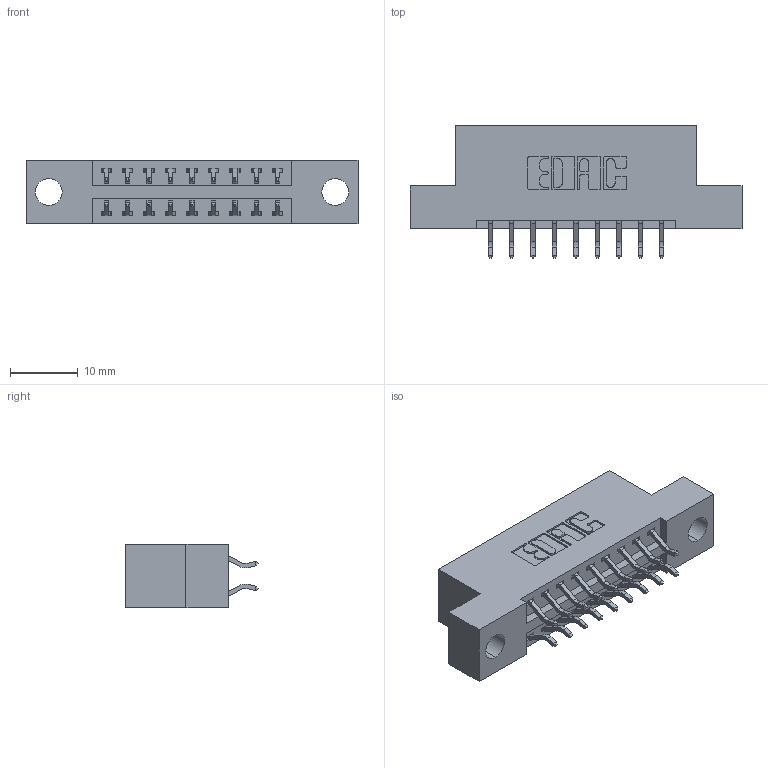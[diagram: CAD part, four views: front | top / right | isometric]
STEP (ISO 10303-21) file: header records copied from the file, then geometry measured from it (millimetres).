
FILE_DESCRIPTION (( 'STEP AP203' ), '1' );
FILE_NAME ('396-018-556-204.STEP', '2019-10-30T03:04:47', ( '' ), ( '' ), 'SwSTEP 2.0', 'SolidWorks 2016', '' );
FILE_SCHEMA (( 'CONFIG_CONTROL_DESIGN' ));
Length unit declared in the file: inch
Products named in the file (3): 396-018-556-204; 345-292-001_556 Tail; 346 Part_Flush Mounting Lugs - 0.156 Dia-TH
Assembly tree (19 placements, depth 2):
  396-018-556-204
    346 Part_Flush Mounting Lugs - 0.156 Dia-TH
    345-292-001_556 Tail  x18
Bounding box: 49.15 x 19.57 x 9.4 mm (x, y, z)
Volume: 4447.8 mm3; surface area: 5391.7 mm2
Topology: 19 solids, 19 shells, 1166 faces, 3443 edges, 2270 vertices
Faces by surface type: plane 778, cylinder 388
Entity records: 10539 total; most frequent: CARTESIAN_POINT 1796, ORIENTED_EDGE 1718, DIRECTION 1623, EDGE_CURVE 859, VECTOR 683, LINE 683, VERTEX_POINT 570, AXIS2_PLACEMENT_3D 470
